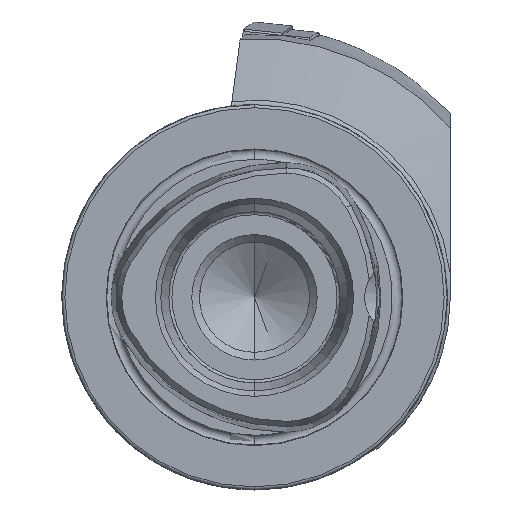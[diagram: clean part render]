
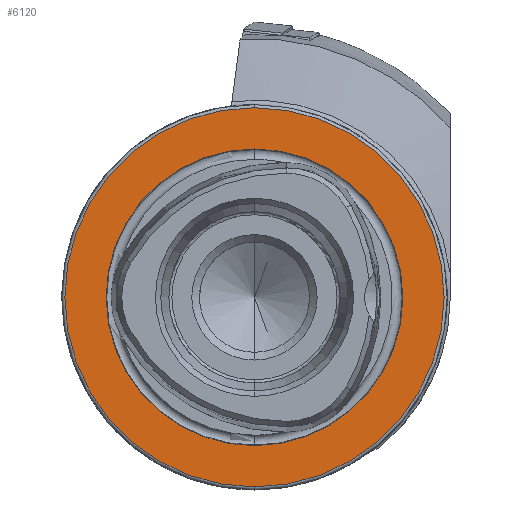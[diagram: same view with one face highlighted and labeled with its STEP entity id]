
A CAD part, left-side view. The second image highlights one B-rep face of the part: STEP entity #6120.
In plain terms, the highlighted planar face has unit normal (-1, 0, 0).
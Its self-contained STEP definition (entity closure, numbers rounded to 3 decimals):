
#392 = CARTESIAN_POINT ( 'NONE',  ( 0., 0., 0. ) ) ;
#393 = DIRECTION ( 'NONE',  ( -1., 0., 0. ) ) ;
#394 = DIRECTION ( 'NONE',  ( 0., 0., 1. ) ) ;
#395 = CARTESIAN_POINT ( 'NONE',  ( 0., 0., 0. ) ) ;
#396 = DIRECTION ( 'NONE',  ( -1., 0., 0. ) ) ;
#397 = DIRECTION ( 'NONE',  ( 0., 0., 1. ) ) ;
#2141 = CARTESIAN_POINT ( 'NONE',  ( 0., 0., -24.25 ) ) ;
#2143 = CARTESIAN_POINT ( 'NONE',  ( 0., 0., 24.25 ) ) ;
#2145 = CARTESIAN_POINT ( 'NONE',  ( 0., 0., 31. ) ) ;
#2146 = CARTESIAN_POINT ( 'NONE',  ( 0., 0., -31. ) ) ;
#3490 = EDGE_CURVE ( 'NONE', #7865, #7864, #5922, .T. ) ;
#3491 = EDGE_CURVE ( 'NONE', #7862, #7860, #5920, .T. ) ;
#3867 = ORIENTED_EDGE ( 'NONE', *, *, #3490, .T. ) ;
#4644 = CARTESIAN_POINT ( 'NONE',  ( 0., 0., 0. ) ) ;
#4645 = DIRECTION ( 'NONE',  ( -1., 0., 0. ) ) ;
#4646 = DIRECTION ( 'NONE',  ( 0., 0., 1. ) ) ;
#4655 = CARTESIAN_POINT ( 'NONE',  ( 0., 0., 0. ) ) ;
#4656 = DIRECTION ( 'NONE',  ( -1., 0., 0. ) ) ;
#4657 = DIRECTION ( 'NONE',  ( 0., 0., 1. ) ) ;
#4859 = CIRCLE ( 'NONE', #5144, 24.25 ) ;
#4865 = CIRCLE ( 'NONE', #5147, 31. ) ;
#5144 = AXIS2_PLACEMENT_3D ( 'NONE', #4644, #4645, #4646 ) ;
#5147 = AXIS2_PLACEMENT_3D ( 'NONE', #4655, #4656, #4657 ) ;
#5920 = CIRCLE ( 'NONE', #10053, 24.25 ) ;
#5922 = CIRCLE ( 'NONE', #10052, 31. ) ;
#6120 = ADVANCED_FACE ( 'NONE', ( #8313, #8319 ), #8648, .F. ) ;
#7063 = EDGE_CURVE ( 'NONE', #7860, #7862, #4859, .T. ) ;
#7067 = EDGE_CURVE ( 'NONE', #7864, #7865, #4865, .T. ) ;
#7860 = VERTEX_POINT ( 'NONE', #2141 ) ;
#7862 = VERTEX_POINT ( 'NONE', #2143 ) ;
#7864 = VERTEX_POINT ( 'NONE', #2145 ) ;
#7865 = VERTEX_POINT ( 'NONE', #2146 ) ;
#8181 = AXIS2_PLACEMENT_3D ( 'NONE', #8645, #8650, #8651 ) ;
#8313 = FACE_BOUND ( 'NONE', #9993, .T. ) ;
#8319 = FACE_OUTER_BOUND ( 'NONE', #9960, .T. ) ;
#8594 = ORIENTED_EDGE ( 'NONE', *, *, #3491, .F. ) ;
#8595 = ORIENTED_EDGE ( 'NONE', *, *, #7063, .F. ) ;
#8596 = ORIENTED_EDGE ( 'NONE', *, *, #7067, .T. ) ;
#8645 = CARTESIAN_POINT ( 'NONE',  ( 0., 24.25, 0. ) ) ;
#8648 = PLANE ( 'NONE',  #8181 ) ;
#8650 = DIRECTION ( 'NONE',  ( 1., 0., 0. ) ) ;
#8651 = DIRECTION ( 'NONE',  ( 0., 0., -1. ) ) ;
#9960 = EDGE_LOOP ( 'NONE', ( #8596, #3867 ) ) ;
#9993 = EDGE_LOOP ( 'NONE', ( #8594, #8595 ) ) ;
#10052 = AXIS2_PLACEMENT_3D ( 'NONE', #392, #393, #394 ) ;
#10053 = AXIS2_PLACEMENT_3D ( 'NONE', #395, #396, #397 ) ;
